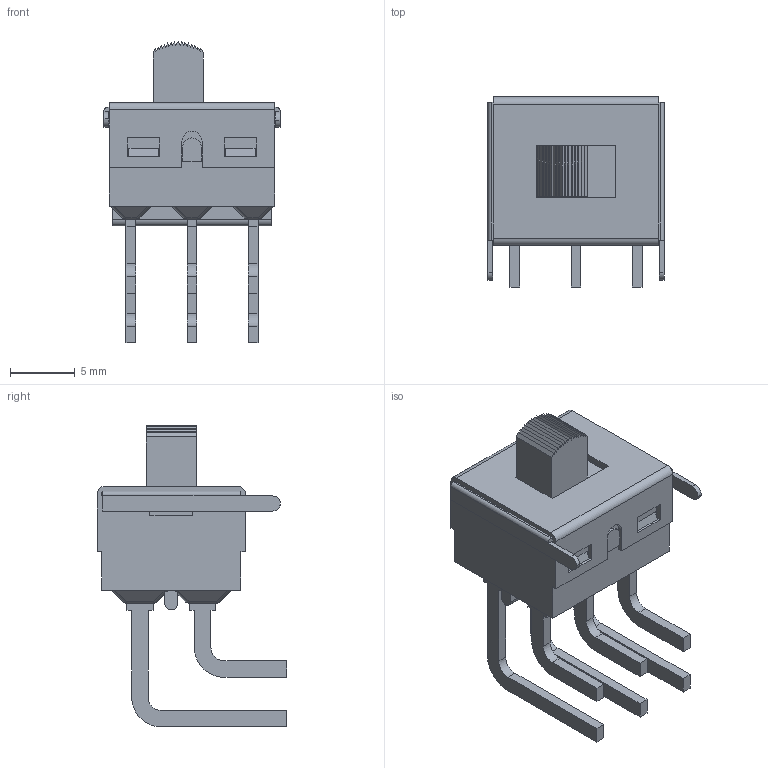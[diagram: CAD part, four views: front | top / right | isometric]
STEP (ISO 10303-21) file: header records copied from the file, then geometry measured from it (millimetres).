
FILE_DESCRIPTION((' '),'2;1');
FILE_NAME('500SDPxS1M6xEA.stp','2017-07-31T15:46:04',(' '),(' '),' ','ACIS',' ');
FILE_SCHEMA(('CONFIG_CONTROL_DESIGN'));
Length unit declared in the file: inch
Products named in the file (1): 500SDPxS1M6xEA.stp
Bounding box: 13.57 x 14.61 x 23.21 mm (x, y, z)
Volume: 787.8 mm3; surface area: 1939.8 mm2
Topology: 1 solids, 1 shells, 354 faces, 940 edges, 600 vertices
Faces by surface type: plane 252, cylinder 76, sphere 24, cone 2
Full cylindrical faces by diameter (mm): 2.4 x1
Entity records: 10914 total; most frequent: CARTESIAN_POINT 1900, ORIENTED_EDGE 1876, DIRECTION 1807, EDGE_CURVE 938, VECTOR 771, LINE 771, VERTEX_POINT 599, AXIS2_PLACEMENT_3D 518
